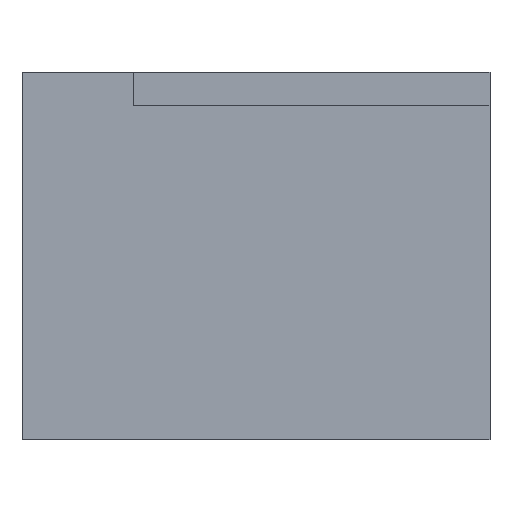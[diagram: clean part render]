
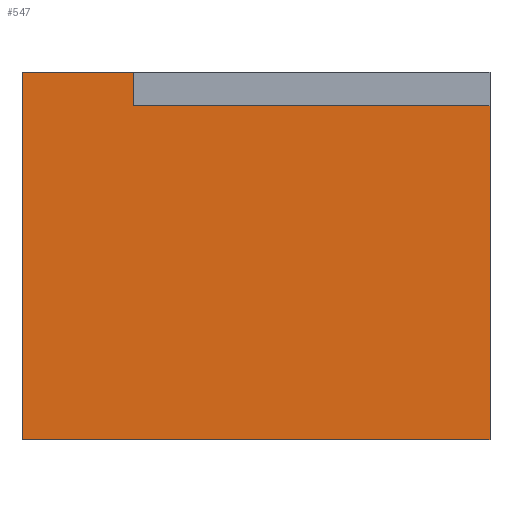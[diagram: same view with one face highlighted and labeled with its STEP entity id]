
A CAD part, front view. The second image highlights one B-rep face of the part: STEP entity #547.
In plain terms, the highlighted planar face has unit normal (0, -1, 0).
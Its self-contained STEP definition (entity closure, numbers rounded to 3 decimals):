
#62 = VERTEX_POINT('',#63);
#63 = CARTESIAN_POINT('',(5.,-23.5,8.25));
#71 = EDGE_CURVE('',#72,#62,#74,.T.);
#72 = VERTEX_POINT('',#73);
#73 = CARTESIAN_POINT('',(5.,-23.5,6.75));
#74 = LINE('',#75,#76);
#75 = CARTESIAN_POINT('',(5.,-23.5,-8.25));
#76 = VECTOR('',#77,1.);
#77 = DIRECTION('',(0.,0.,1.));
#250 = EDGE_CURVE('',#251,#253,#255,.T.);
#251 = VERTEX_POINT('',#252);
#252 = CARTESIAN_POINT('',(0.,-23.5,-8.25));
#253 = VERTEX_POINT('',#254);
#254 = CARTESIAN_POINT('',(21.,-23.5,-8.25));
#255 = LINE('',#256,#257);
#256 = CARTESIAN_POINT('',(0.,-23.5,-8.25));
#257 = VECTOR('',#258,1.);
#258 = DIRECTION('',(1.,0.,0.));
#397 = VERTEX_POINT('',#398);
#398 = CARTESIAN_POINT('',(21.,-23.5,6.75));
#404 = EDGE_CURVE('',#253,#397,#405,.T.);
#405 = LINE('',#406,#407);
#406 = CARTESIAN_POINT('',(21.,-23.5,-8.25));
#407 = VECTOR('',#408,1.);
#408 = DIRECTION('',(0.,0.,1.));
#512 = EDGE_CURVE('',#513,#62,#515,.T.);
#513 = VERTEX_POINT('',#514);
#514 = CARTESIAN_POINT('',(0.,-23.5,8.25));
#515 = LINE('',#516,#517);
#516 = CARTESIAN_POINT('',(0.,-23.5,8.25));
#517 = VECTOR('',#518,1.);
#518 = DIRECTION('',(1.,0.,0.));
#547 = ADVANCED_FACE('',(#548),#566,.T.);
#548 = FACE_BOUND('',#549,.T.);
#549 = EDGE_LOOP('',(#550,#551,#552,#558,#559,#560));
#550 = ORIENTED_EDGE('',*,*,#250,.T.);
#551 = ORIENTED_EDGE('',*,*,#404,.T.);
#552 = ORIENTED_EDGE('',*,*,#553,.F.);
#553 = EDGE_CURVE('',#72,#397,#554,.T.);
#554 = LINE('',#555,#556);
#555 = CARTESIAN_POINT('',(5.,-23.5,6.75));
#556 = VECTOR('',#557,1.);
#557 = DIRECTION('',(1.,0.,0.));
#558 = ORIENTED_EDGE('',*,*,#71,.T.);
#559 = ORIENTED_EDGE('',*,*,#512,.F.);
#560 = ORIENTED_EDGE('',*,*,#561,.F.);
#561 = EDGE_CURVE('',#251,#513,#562,.T.);
#562 = LINE('',#563,#564);
#563 = CARTESIAN_POINT('',(0.,-23.5,-8.25));
#564 = VECTOR('',#565,1.);
#565 = DIRECTION('',(0.,0.,1.));
#566 = PLANE('',#567);
#567 = AXIS2_PLACEMENT_3D('',#568,#569,#570);
#568 = CARTESIAN_POINT('',(10.18,-23.5,-0.32));
#569 = DIRECTION('',(0.,-1.,0.));
#570 = DIRECTION('',(-1.,0.,0.));
